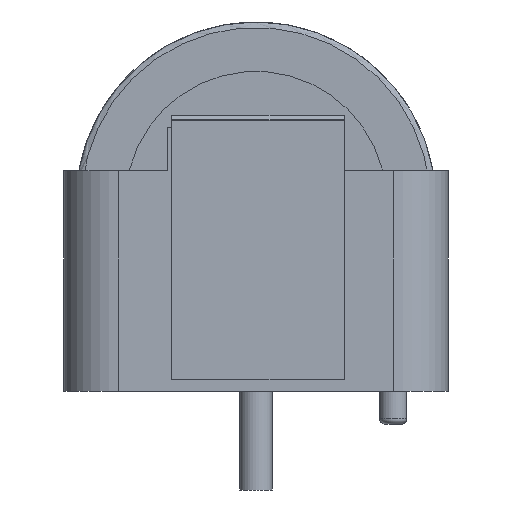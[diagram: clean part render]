
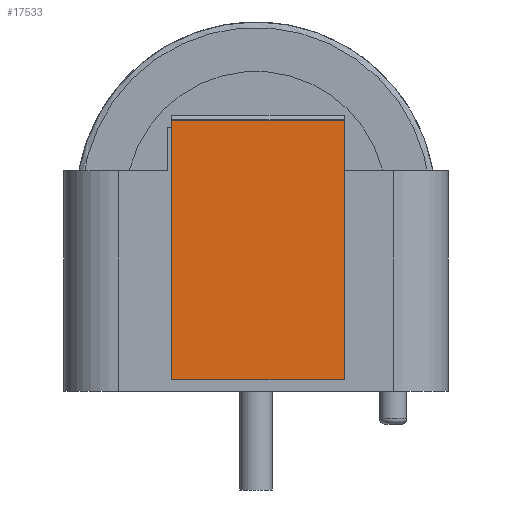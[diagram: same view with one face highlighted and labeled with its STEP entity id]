
A CAD part, front view. The second image highlights one B-rep face of the part: STEP entity #17533.
In plain terms, the highlighted planar face has unit normal (0, -1, 0).
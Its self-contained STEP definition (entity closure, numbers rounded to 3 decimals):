
#6613 = PLANE('',#6614);
#6614 = AXIS2_PLACEMENT_3D('',#6615,#6616,#6617);
#6615 = CARTESIAN_POINT('',(-3.848,-36.36,
    3.042));
#6616 = DIRECTION('',(1.,0.,0.));
#6617 = DIRECTION('',(0.,1.,0.));
#6667 = PLANE('',#6668);
#6668 = AXIS2_PLACEMENT_3D('',#6669,#6670,#6671);
#6669 = CARTESIAN_POINT('',(4.152,-36.36,
    3.042));
#6670 = DIRECTION('',(1.,0.,0.));
#6671 = DIRECTION('',(0.,1.,0.));
#14159 = VERTEX_POINT('',#14160);
#14160 = CARTESIAN_POINT('',(4.152,-40.783,
    12.5));
#14174 = PLANE('',#14175);
#14175 = AXIS2_PLACEMENT_3D('',#14176,#14177,#14178);
#14176 = CARTESIAN_POINT('',(-3.848,-40.783,
    12.5));
#14177 = DIRECTION('',(0.,0.006,
    -1.));
#14178 = DIRECTION('',(1.,0.,0.));
#14186 = EDGE_CURVE('',#14159,#14187,#14189,.T.);
#14187 = VERTEX_POINT('',#14188);
#14188 = CARTESIAN_POINT('',(4.152,-40.783,
    0.534));
#14189 = SURFACE_CURVE('',#14190,(#14194,#14201),.PCURVE_S1.);
#14190 = LINE('',#14191,#14192);
#14191 = CARTESIAN_POINT('',(4.152,-40.783,
    3.042));
#14192 = VECTOR('',#14193,1.);
#14193 = DIRECTION('',(0.,0.,-1.));
#14194 = PCURVE('',#6667,#14195);
#14195 = DEFINITIONAL_REPRESENTATION('',(#14196),#14200);
#14196 = LINE('',#14197,#14198);
#14197 = CARTESIAN_POINT('',(-4.424,0.));
#14198 = VECTOR('',#14199,1.);
#14199 = DIRECTION('',(0.,-1.));
#14200 = ( GEOMETRIC_REPRESENTATION_CONTEXT(2) 
PARAMETRIC_REPRESENTATION_CONTEXT() REPRESENTATION_CONTEXT('2D SPACE',''
  ) );
#14201 = PCURVE('',#14202,#14207);
#14202 = PLANE('',#14203);
#14203 = AXIS2_PLACEMENT_3D('',#14204,#14205,#14206);
#14204 = CARTESIAN_POINT('',(-3.848,-40.783,
    0.534));
#14205 = DIRECTION('',(0.,1.,0.));
#14206 = DIRECTION('',(-1.,0.,0.));
#14207 = DEFINITIONAL_REPRESENTATION('',(#14208),#14212);
#14208 = LINE('',#14209,#14210);
#14209 = CARTESIAN_POINT('',(-8.,2.508));
#14210 = VECTOR('',#14211,1.);
#14211 = DIRECTION('',(0.,-1.));
#14212 = ( GEOMETRIC_REPRESENTATION_CONTEXT(2) 
PARAMETRIC_REPRESENTATION_CONTEXT() REPRESENTATION_CONTEXT('2D SPACE',''
  ) );
#14230 = PLANE('',#14231);
#14231 = AXIS2_PLACEMENT_3D('',#14232,#14233,#14234);
#14232 = CARTESIAN_POINT('',(-3.848,-40.483,
    0.534));
#14233 = DIRECTION('',(0.,0.,1.));
#14234 = DIRECTION('',(-1.,0.,0.));
#14322 = VERTEX_POINT('',#14323);
#14323 = CARTESIAN_POINT('',(-3.848,-40.783,
    12.5));
#14344 = EDGE_CURVE('',#14322,#14345,#14347,.T.);
#14345 = VERTEX_POINT('',#14346);
#14346 = CARTESIAN_POINT('',(-3.848,-40.783,
    0.534));
#14347 = SURFACE_CURVE('',#14348,(#14352,#14359),.PCURVE_S1.);
#14348 = LINE('',#14349,#14350);
#14349 = CARTESIAN_POINT('',(-3.848,-40.783,
    3.042));
#14350 = VECTOR('',#14351,1.);
#14351 = DIRECTION('',(0.,0.,-1.));
#14352 = PCURVE('',#6613,#14353);
#14353 = DEFINITIONAL_REPRESENTATION('',(#14354),#14358);
#14354 = LINE('',#14355,#14356);
#14355 = CARTESIAN_POINT('',(-4.424,0.));
#14356 = VECTOR('',#14357,1.);
#14357 = DIRECTION('',(0.,-1.));
#14358 = ( GEOMETRIC_REPRESENTATION_CONTEXT(2) 
PARAMETRIC_REPRESENTATION_CONTEXT() REPRESENTATION_CONTEXT('2D SPACE',''
  ) );
#14359 = PCURVE('',#14202,#14360);
#14360 = DEFINITIONAL_REPRESENTATION('',(#14361),#14365);
#14361 = LINE('',#14362,#14363);
#14362 = CARTESIAN_POINT('',(0.,2.508));
#14363 = VECTOR('',#14364,1.);
#14364 = DIRECTION('',(0.,-1.));
#14365 = ( GEOMETRIC_REPRESENTATION_CONTEXT(2) 
PARAMETRIC_REPRESENTATION_CONTEXT() REPRESENTATION_CONTEXT('2D SPACE',''
  ) );
#17510 = EDGE_CURVE('',#14187,#14345,#17511,.T.);
#17511 = SURFACE_CURVE('',#17512,(#17516,#17523),.PCURVE_S1.);
#17512 = LINE('',#17513,#17514);
#17513 = CARTESIAN_POINT('',(-3.848,-40.783,
    0.534));
#17514 = VECTOR('',#17515,1.);
#17515 = DIRECTION('',(-1.,0.,0.));
#17516 = PCURVE('',#14230,#17517);
#17517 = DEFINITIONAL_REPRESENTATION('',(#17518),#17522);
#17518 = LINE('',#17519,#17520);
#17519 = CARTESIAN_POINT('',(0.,0.3));
#17520 = VECTOR('',#17521,1.);
#17521 = DIRECTION('',(1.,0.));
#17522 = ( GEOMETRIC_REPRESENTATION_CONTEXT(2) 
PARAMETRIC_REPRESENTATION_CONTEXT() REPRESENTATION_CONTEXT('2D SPACE',''
  ) );
#17523 = PCURVE('',#14202,#17524);
#17524 = DEFINITIONAL_REPRESENTATION('',(#17525),#17529);
#17525 = LINE('',#17526,#17527);
#17526 = CARTESIAN_POINT('',(0.,0.));
#17527 = VECTOR('',#17528,1.);
#17528 = DIRECTION('',(1.,0.));
#17529 = ( GEOMETRIC_REPRESENTATION_CONTEXT(2) 
PARAMETRIC_REPRESENTATION_CONTEXT() REPRESENTATION_CONTEXT('2D SPACE',''
  ) );
#17533 = ADVANCED_FACE('',(#17534),#14202,.F.);
#17534 = FACE_BOUND('',#17535,.T.);
#17535 = EDGE_LOOP('',(#17536,#17557,#17558,#17559));
#17536 = ORIENTED_EDGE('',*,*,#17537,.F.);
#17537 = EDGE_CURVE('',#14322,#14159,#17538,.T.);
#17538 = SURFACE_CURVE('',#17539,(#17543,#17550),.PCURVE_S1.);
#17539 = LINE('',#17540,#17541);
#17540 = CARTESIAN_POINT('',(-3.848,-40.783,
    12.5));
#17541 = VECTOR('',#17542,1.);
#17542 = DIRECTION('',(1.,0.,0.));
#17543 = PCURVE('',#14202,#17544);
#17544 = DEFINITIONAL_REPRESENTATION('',(#17545),#17549);
#17545 = LINE('',#17546,#17547);
#17546 = CARTESIAN_POINT('',(0.,11.966));
#17547 = VECTOR('',#17548,1.);
#17548 = DIRECTION('',(-1.,0.));
#17549 = ( GEOMETRIC_REPRESENTATION_CONTEXT(2) 
PARAMETRIC_REPRESENTATION_CONTEXT() REPRESENTATION_CONTEXT('2D SPACE',''
  ) );
#17550 = PCURVE('',#14174,#17551);
#17551 = DEFINITIONAL_REPRESENTATION('',(#17552),#17556);
#17552 = LINE('',#17553,#17554);
#17553 = CARTESIAN_POINT('',(0.,0.));
#17554 = VECTOR('',#17555,1.);
#17555 = DIRECTION('',(1.,0.));
#17556 = ( GEOMETRIC_REPRESENTATION_CONTEXT(2) 
PARAMETRIC_REPRESENTATION_CONTEXT() REPRESENTATION_CONTEXT('2D SPACE',''
  ) );
#17557 = ORIENTED_EDGE('',*,*,#14344,.T.);
#17558 = ORIENTED_EDGE('',*,*,#17510,.F.);
#17559 = ORIENTED_EDGE('',*,*,#14186,.F.);
